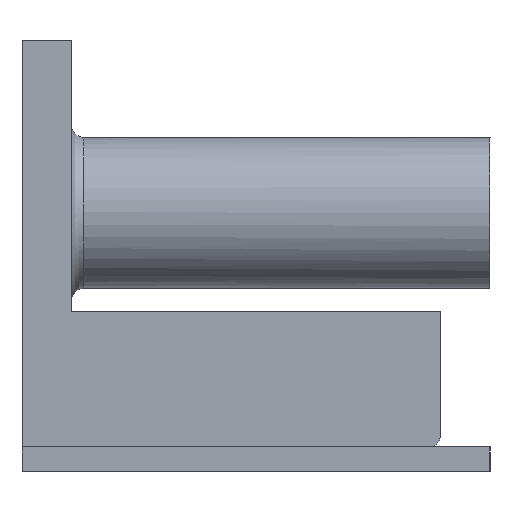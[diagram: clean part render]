
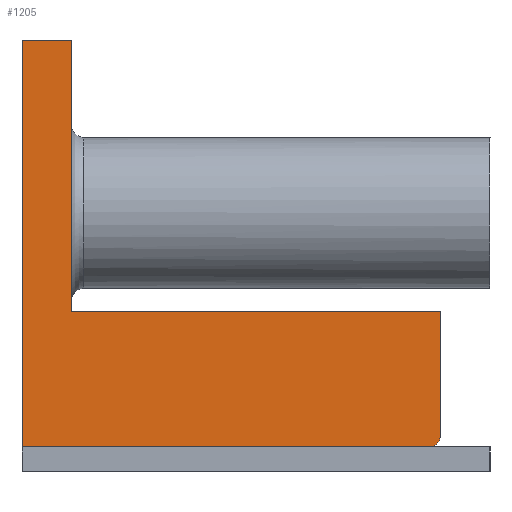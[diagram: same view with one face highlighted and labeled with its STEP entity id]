
A CAD part, left-side view. The second image highlights one B-rep face of the part: STEP entity #1205.
In plain terms, the highlighted planar face has unit normal (-1, 0, 0).
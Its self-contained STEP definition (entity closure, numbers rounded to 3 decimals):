
#200 = PLANE('',#201);
#201 = AXIS2_PLACEMENT_3D('',#202,#203,#204);
#202 = CARTESIAN_POINT('',(0.,38.,0.));
#203 = DIRECTION('',(0.,1.,0.));
#204 = DIRECTION('',(0.,0.,1.));
#316 = VERTEX_POINT('',#317);
#317 = CARTESIAN_POINT('',(0.,38.,2.));
#330 = PLANE('',#331);
#331 = AXIS2_PLACEMENT_3D('',#332,#333,#334);
#332 = CARTESIAN_POINT('',(0.,0.,2.));
#333 = DIRECTION('',(0.,0.,1.));
#334 = DIRECTION('',(1.,0.,0.));
#341 = EDGE_CURVE('',#316,#342,#344,.T.);
#342 = VERTEX_POINT('',#343);
#343 = CARTESIAN_POINT('',(0.,38.,35.));
#344 = SURFACE_CURVE('',#345,(#349,#356),.PCURVE_S1.);
#345 = LINE('',#346,#347);
#346 = CARTESIAN_POINT('',(0.,38.,0.));
#347 = VECTOR('',#348,1.);
#348 = DIRECTION('',(0.,0.,1.));
#349 = PCURVE('',#200,#350);
#350 = DEFINITIONAL_REPRESENTATION('',(#351),#355);
#351 = LINE('',#352,#353);
#352 = CARTESIAN_POINT('',(0.,0.));
#353 = VECTOR('',#354,1.);
#354 = DIRECTION('',(1.,0.));
#355 = ( GEOMETRIC_REPRESENTATION_CONTEXT(2) 
PARAMETRIC_REPRESENTATION_CONTEXT() REPRESENTATION_CONTEXT('2D SPACE',''
  ) );
#356 = PCURVE('',#357,#362);
#357 = PLANE('',#358);
#358 = AXIS2_PLACEMENT_3D('',#359,#360,#361);
#359 = CARTESIAN_POINT('',(0.,0.,0.));
#360 = DIRECTION('',(1.,0.,0.));
#361 = DIRECTION('',(0.,0.,1.));
#362 = DEFINITIONAL_REPRESENTATION('',(#363),#367);
#363 = LINE('',#364,#365);
#364 = CARTESIAN_POINT('',(0.,-38.));
#365 = VECTOR('',#366,1.);
#366 = DIRECTION('',(1.,0.));
#367 = ( GEOMETRIC_REPRESENTATION_CONTEXT(2) 
PARAMETRIC_REPRESENTATION_CONTEXT() REPRESENTATION_CONTEXT('2D SPACE',''
  ) );
#385 = PLANE('',#386);
#386 = AXIS2_PLACEMENT_3D('',#387,#388,#389);
#387 = CARTESIAN_POINT('',(0.,0.,35.));
#388 = DIRECTION('',(0.,0.,1.));
#389 = DIRECTION('',(1.,0.,0.));
#976 = VERTEX_POINT('',#977);
#977 = CARTESIAN_POINT('',(0.,5.,2.));
#991 = CYLINDRICAL_SURFACE('',#992,1.);
#992 = AXIS2_PLACEMENT_3D('',#993,#994,#995);
#993 = CARTESIAN_POINT('',(27.7,5.,3.));
#994 = DIRECTION('',(-1.,0.,0.));
#995 = DIRECTION('',(0.,0.,-1.));
#1077 = EDGE_CURVE('',#976,#316,#1078,.T.);
#1078 = SURFACE_CURVE('',#1079,(#1083,#1090),.PCURVE_S1.);
#1079 = LINE('',#1080,#1081);
#1080 = CARTESIAN_POINT('',(0.,0.,2.));
#1081 = VECTOR('',#1082,1.);
#1082 = DIRECTION('',(0.,1.,0.));
#1083 = PCURVE('',#330,#1084);
#1084 = DEFINITIONAL_REPRESENTATION('',(#1085),#1089);
#1085 = LINE('',#1086,#1087);
#1086 = CARTESIAN_POINT('',(0.,0.));
#1087 = VECTOR('',#1088,1.);
#1088 = DIRECTION('',(0.,1.));
#1089 = ( GEOMETRIC_REPRESENTATION_CONTEXT(2) 
PARAMETRIC_REPRESENTATION_CONTEXT() REPRESENTATION_CONTEXT('2D SPACE',''
  ) );
#1090 = PCURVE('',#357,#1091);
#1091 = DEFINITIONAL_REPRESENTATION('',(#1092),#1096);
#1092 = LINE('',#1093,#1094);
#1093 = CARTESIAN_POINT('',(2.,0.));
#1094 = VECTOR('',#1095,1.);
#1095 = DIRECTION('',(0.,-1.));
#1096 = ( GEOMETRIC_REPRESENTATION_CONTEXT(2) 
PARAMETRIC_REPRESENTATION_CONTEXT() REPRESENTATION_CONTEXT('2D SPACE',''
  ) );
#1134 = EDGE_CURVE('',#1135,#342,#1137,.T.);
#1135 = VERTEX_POINT('',#1136);
#1136 = CARTESIAN_POINT('',(0.,34.,35.));
#1137 = SURFACE_CURVE('',#1138,(#1142,#1149),.PCURVE_S1.);
#1138 = LINE('',#1139,#1140);
#1139 = CARTESIAN_POINT('',(0.,0.,35.));
#1140 = VECTOR('',#1141,1.);
#1141 = DIRECTION('',(0.,1.,0.));
#1142 = PCURVE('',#385,#1143);
#1143 = DEFINITIONAL_REPRESENTATION('',(#1144),#1148);
#1144 = LINE('',#1145,#1146);
#1145 = CARTESIAN_POINT('',(0.,0.));
#1146 = VECTOR('',#1147,1.);
#1147 = DIRECTION('',(0.,1.));
#1148 = ( GEOMETRIC_REPRESENTATION_CONTEXT(2) 
PARAMETRIC_REPRESENTATION_CONTEXT() REPRESENTATION_CONTEXT('2D SPACE',''
  ) );
#1149 = PCURVE('',#357,#1150);
#1150 = DEFINITIONAL_REPRESENTATION('',(#1151),#1155);
#1151 = LINE('',#1152,#1153);
#1152 = CARTESIAN_POINT('',(35.,0.));
#1153 = VECTOR('',#1154,1.);
#1154 = DIRECTION('',(0.,-1.));
#1155 = ( GEOMETRIC_REPRESENTATION_CONTEXT(2) 
PARAMETRIC_REPRESENTATION_CONTEXT() REPRESENTATION_CONTEXT('2D SPACE',''
  ) );
#1173 = PLANE('',#1174);
#1174 = AXIS2_PLACEMENT_3D('',#1175,#1176,#1177);
#1175 = CARTESIAN_POINT('',(0.,34.,13.));
#1176 = DIRECTION('',(0.,1.,0.));
#1177 = DIRECTION('',(0.,0.,1.));
#1205 = ADVANCED_FACE('',(#1206),#357,.F.);
#1206 = FACE_BOUND('',#1207,.F.);
#1207 = EDGE_LOOP('',(#1208,#1238,#1264,#1265,#1266,#1267,#1290));
#1208 = ORIENTED_EDGE('',*,*,#1209,.F.);
#1209 = EDGE_CURVE('',#1210,#1212,#1214,.T.);
#1210 = VERTEX_POINT('',#1211);
#1211 = CARTESIAN_POINT('',(0.,4.,3.));
#1212 = VERTEX_POINT('',#1213);
#1213 = CARTESIAN_POINT('',(0.,4.,13.));
#1214 = SURFACE_CURVE('',#1215,(#1219,#1226),.PCURVE_S1.);
#1215 = LINE('',#1216,#1217);
#1216 = CARTESIAN_POINT('',(0.,4.,0.));
#1217 = VECTOR('',#1218,1.);
#1218 = DIRECTION('',(0.,0.,1.));
#1219 = PCURVE('',#357,#1220);
#1220 = DEFINITIONAL_REPRESENTATION('',(#1221),#1225);
#1221 = LINE('',#1222,#1223);
#1222 = CARTESIAN_POINT('',(0.,-4.));
#1223 = VECTOR('',#1224,1.);
#1224 = DIRECTION('',(1.,0.));
#1225 = ( GEOMETRIC_REPRESENTATION_CONTEXT(2) 
PARAMETRIC_REPRESENTATION_CONTEXT() REPRESENTATION_CONTEXT('2D SPACE',''
  ) );
#1226 = PCURVE('',#1227,#1232);
#1227 = PLANE('',#1228);
#1228 = AXIS2_PLACEMENT_3D('',#1229,#1230,#1231);
#1229 = CARTESIAN_POINT('',(0.,4.,0.));
#1230 = DIRECTION('',(0.,1.,0.));
#1231 = DIRECTION('',(0.,0.,1.));
#1232 = DEFINITIONAL_REPRESENTATION('',(#1233),#1237);
#1233 = LINE('',#1234,#1235);
#1234 = CARTESIAN_POINT('',(0.,0.));
#1235 = VECTOR('',#1236,1.);
#1236 = DIRECTION('',(1.,0.));
#1237 = ( GEOMETRIC_REPRESENTATION_CONTEXT(2) 
PARAMETRIC_REPRESENTATION_CONTEXT() REPRESENTATION_CONTEXT('2D SPACE',''
  ) );
#1238 = ORIENTED_EDGE('',*,*,#1239,.F.);
#1239 = EDGE_CURVE('',#976,#1210,#1240,.T.);
#1240 = SURFACE_CURVE('',#1241,(#1246,#1257),.PCURVE_S1.);
#1241 = CIRCLE('',#1242,1.);
#1242 = AXIS2_PLACEMENT_3D('',#1243,#1244,#1245);
#1243 = CARTESIAN_POINT('',(0.,5.,3.));
#1244 = DIRECTION('',(-1.,0.,0.));
#1245 = DIRECTION('',(0.,0.,-1.));
#1246 = PCURVE('',#357,#1247);
#1247 = DEFINITIONAL_REPRESENTATION('',(#1248),#1256);
#1248 = ( BOUNDED_CURVE() B_SPLINE_CURVE(2,(#1249,#1250,#1251,#1252,
#1253,#1254,#1255),.UNSPECIFIED.,.T.,.F.) B_SPLINE_CURVE_WITH_KNOTS((1,2
    ,2,2,2,1),(-2.094,0.,2.094,4.189,
6.283,8.378),.UNSPECIFIED.) CURVE() 
GEOMETRIC_REPRESENTATION_ITEM() RATIONAL_B_SPLINE_CURVE((1.,0.5,1.,0.5,
1.,0.5,1.)) REPRESENTATION_ITEM('') );
#1249 = CARTESIAN_POINT('',(2.,-5.));
#1250 = CARTESIAN_POINT('',(2.,-3.268));
#1251 = CARTESIAN_POINT('',(3.5,-4.134));
#1252 = CARTESIAN_POINT('',(5.,-5.));
#1253 = CARTESIAN_POINT('',(3.5,-5.866));
#1254 = CARTESIAN_POINT('',(2.,-6.732));
#1255 = CARTESIAN_POINT('',(2.,-5.));
#1256 = ( GEOMETRIC_REPRESENTATION_CONTEXT(2) 
PARAMETRIC_REPRESENTATION_CONTEXT() REPRESENTATION_CONTEXT('2D SPACE',''
  ) );
#1257 = PCURVE('',#991,#1258);
#1258 = DEFINITIONAL_REPRESENTATION('',(#1259),#1263);
#1259 = LINE('',#1260,#1261);
#1260 = CARTESIAN_POINT('',(0.,27.7));
#1261 = VECTOR('',#1262,1.);
#1262 = DIRECTION('',(1.,0.));
#1263 = ( GEOMETRIC_REPRESENTATION_CONTEXT(2) 
PARAMETRIC_REPRESENTATION_CONTEXT() REPRESENTATION_CONTEXT('2D SPACE',''
  ) );
#1264 = ORIENTED_EDGE('',*,*,#1077,.T.);
#1265 = ORIENTED_EDGE('',*,*,#341,.T.);
#1266 = ORIENTED_EDGE('',*,*,#1134,.F.);
#1267 = ORIENTED_EDGE('',*,*,#1268,.F.);
#1268 = EDGE_CURVE('',#1269,#1135,#1271,.T.);
#1269 = VERTEX_POINT('',#1270);
#1270 = CARTESIAN_POINT('',(0.,34.,13.));
#1271 = SURFACE_CURVE('',#1272,(#1276,#1283),.PCURVE_S1.);
#1272 = LINE('',#1273,#1274);
#1273 = CARTESIAN_POINT('',(0.,34.,13.));
#1274 = VECTOR('',#1275,1.);
#1275 = DIRECTION('',(0.,0.,1.));
#1276 = PCURVE('',#357,#1277);
#1277 = DEFINITIONAL_REPRESENTATION('',(#1278),#1282);
#1278 = LINE('',#1279,#1280);
#1279 = CARTESIAN_POINT('',(13.,-34.));
#1280 = VECTOR('',#1281,1.);
#1281 = DIRECTION('',(1.,0.));
#1282 = ( GEOMETRIC_REPRESENTATION_CONTEXT(2) 
PARAMETRIC_REPRESENTATION_CONTEXT() REPRESENTATION_CONTEXT('2D SPACE',''
  ) );
#1283 = PCURVE('',#1173,#1284);
#1284 = DEFINITIONAL_REPRESENTATION('',(#1285),#1289);
#1285 = LINE('',#1286,#1287);
#1286 = CARTESIAN_POINT('',(0.,0.));
#1287 = VECTOR('',#1288,1.);
#1288 = DIRECTION('',(1.,0.));
#1289 = ( GEOMETRIC_REPRESENTATION_CONTEXT(2) 
PARAMETRIC_REPRESENTATION_CONTEXT() REPRESENTATION_CONTEXT('2D SPACE',''
  ) );
#1290 = ORIENTED_EDGE('',*,*,#1291,.F.);
#1291 = EDGE_CURVE('',#1212,#1269,#1292,.T.);
#1292 = SURFACE_CURVE('',#1293,(#1297,#1304),.PCURVE_S1.);
#1293 = LINE('',#1294,#1295);
#1294 = CARTESIAN_POINT('',(0.,0.,13.));
#1295 = VECTOR('',#1296,1.);
#1296 = DIRECTION('',(0.,1.,0.));
#1297 = PCURVE('',#357,#1298);
#1298 = DEFINITIONAL_REPRESENTATION('',(#1299),#1303);
#1299 = LINE('',#1300,#1301);
#1300 = CARTESIAN_POINT('',(13.,0.));
#1301 = VECTOR('',#1302,1.);
#1302 = DIRECTION('',(0.,-1.));
#1303 = ( GEOMETRIC_REPRESENTATION_CONTEXT(2) 
PARAMETRIC_REPRESENTATION_CONTEXT() REPRESENTATION_CONTEXT('2D SPACE',''
  ) );
#1304 = PCURVE('',#1305,#1310);
#1305 = PLANE('',#1306);
#1306 = AXIS2_PLACEMENT_3D('',#1307,#1308,#1309);
#1307 = CARTESIAN_POINT('',(0.,0.,13.));
#1308 = DIRECTION('',(0.,0.,1.));
#1309 = DIRECTION('',(1.,0.,0.));
#1310 = DEFINITIONAL_REPRESENTATION('',(#1311),#1315);
#1311 = LINE('',#1312,#1313);
#1312 = CARTESIAN_POINT('',(0.,0.));
#1313 = VECTOR('',#1314,1.);
#1314 = DIRECTION('',(0.,1.));
#1315 = ( GEOMETRIC_REPRESENTATION_CONTEXT(2) 
PARAMETRIC_REPRESENTATION_CONTEXT() REPRESENTATION_CONTEXT('2D SPACE',''
  ) );
